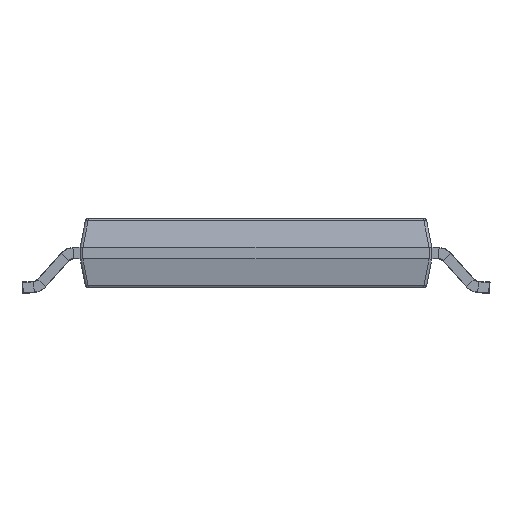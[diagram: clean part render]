
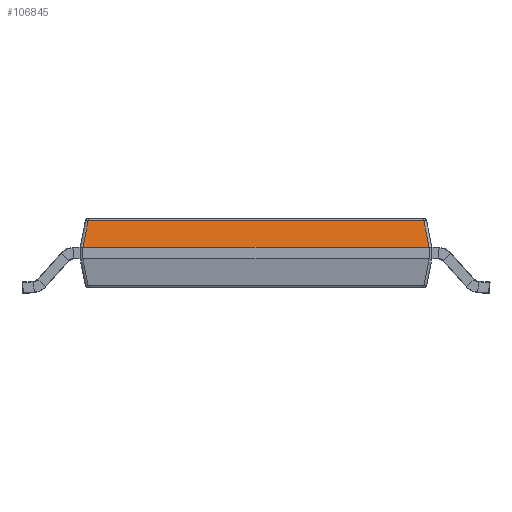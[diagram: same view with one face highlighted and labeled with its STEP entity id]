
A CAD part, front view. The second image highlights one B-rep face of the part: STEP entity #106845.
In plain terms, the highlighted planar face has unit normal (0, -0.981, 0.196).
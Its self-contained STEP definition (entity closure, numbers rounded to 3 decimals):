
#7970 = VECTOR ( 'NONE', #72755, 1000. ) ;
#10058 = EDGE_CURVE ( 'NONE', #85934, #75633, #35373, .T. ) ;
#13848 = CARTESIAN_POINT ( 'NONE',  ( 0., -6.9, 1.2 ) ) ;
#13860 = CARTESIAN_POINT ( 'NONE',  ( -3.001, -7., 0.7 ) ) ;
#14328 = VERTEX_POINT ( 'NONE', #82650 ) ;
#14412 = FACE_OUTER_BOUND ( 'NONE', #48399, .T. ) ;
#16532 = VERTEX_POINT ( 'NONE', #13860 ) ;
#16753 = EDGE_CURVE ( 'NONE', #91768, #85934, #71038, .T. ) ;
#18312 = LINE ( 'NONE', #81941, #74381 ) ;
#22123 = AXIS2_PLACEMENT_3D ( 'NONE', #13848, #94179, #49037 ) ;
#25580 =( BOUNDED_CURVE ( )  B_SPLINE_CURVE ( 3, ( #43397, #95551, #32550, #67795 ),
 .UNSPECIFIED., .F., .F. ) 
 B_SPLINE_CURVE_WITH_KNOTS ( ( 4, 4 ),
 ( 0., 0.019 ),
 .UNSPECIFIED. ) 
 CURVE ( )  GEOMETRIC_REPRESENTATION_ITEM ( )  RATIONAL_B_SPLINE_CURVE ( ( 1., 1., 1., 1. ) ) 
 REPRESENTATION_ITEM ( '' )  );
#30868 = DIRECTION ( 'NONE',  ( -1., 0., 0. ) ) ;
#32550 = CARTESIAN_POINT ( 'NONE',  ( 3.001, -7., 0.7 ) ) ;
#35373 = LINE ( 'NONE', #59743, #53393 ) ;
#35767 = CARTESIAN_POINT ( 'NONE',  ( -3., -7., 0.7 ) ) ;
#38598 = ORIENTED_EDGE ( 'NONE', *, *, #85746, .T. ) ;
#43397 = CARTESIAN_POINT ( 'NONE',  ( 3., -7., 0.7 ) ) ;
#45814 = CARTESIAN_POINT ( 'NONE',  ( -2.909, -6.908, 1.16 ) ) ;
#46533 = VERTEX_POINT ( 'NONE', #35767 ) ;
#48399 = EDGE_LOOP ( 'NONE', ( #55086, #84321, #64080, #38598, #62694, #99996 ) ) ;
#49037 = DIRECTION ( 'NONE',  ( -1., 0., 0. ) ) ;
#51021 = DIRECTION ( 'NONE',  ( -1., 0., 0. ) ) ;
#53393 = VECTOR ( 'NONE', #51021, 1000. ) ;
#55086 = ORIENTED_EDGE ( 'NONE', *, *, #62972, .T. ) ;
#59743 = CARTESIAN_POINT ( 'NONE',  ( 0., -6.908, 1.16 ) ) ;
#62197 = PLANE ( 'NONE',  #22123 ) ;
#62694 = ORIENTED_EDGE ( 'NONE', *, *, #16753, .T. ) ;
#62915 = CARTESIAN_POINT ( 'NONE',  ( 2.794, -6.793, 1.737 ) ) ;
#62972 = EDGE_CURVE ( 'NONE', #75633, #16532, #18312, .T. ) ;
#64080 = ORIENTED_EDGE ( 'NONE', *, *, #77684, .F. ) ;
#64243 = CARTESIAN_POINT ( 'NONE',  ( -3., -7., 0.7 ) ) ;
#64799 = CARTESIAN_POINT ( 'NONE',  ( -3.001, -7., 0.7 ) ) ;
#67795 = CARTESIAN_POINT ( 'NONE',  ( 3.001, -7., 0.7 ) ) ;
#71038 = LINE ( 'NONE', #62915, #7970 ) ;
#72755 = DIRECTION ( 'NONE',  ( -0.192, 0.192, 0.962 ) ) ;
#74381 = VECTOR ( 'NONE', #105645, 1000. ) ;
#74852 = LINE ( 'NONE', #110103, #106703 ) ;
#75255 = CARTESIAN_POINT ( 'NONE',  ( -3., -7., 0.7 ) ) ;
#75633 = VERTEX_POINT ( 'NONE', #45814 ) ;
#77189 = CARTESIAN_POINT ( 'NONE',  ( 3.001, -7., 0.7 ) ) ;
#77684 = EDGE_CURVE ( 'NONE', #14328, #46533, #74852, .T. ) ;
#81941 = CARTESIAN_POINT ( 'NONE',  ( -2.794, -6.793, 1.737 ) ) ;
#82650 = CARTESIAN_POINT ( 'NONE',  ( 3., -7., 0.7 ) ) ;
#83884 = CARTESIAN_POINT ( 'NONE',  ( -3.001, -7., 0.7 ) ) ;
#84321 = ORIENTED_EDGE ( 'NONE', *, *, #99628, .T. ) ;
#85746 = EDGE_CURVE ( 'NONE', #14328, #91768, #25580, .T. ) ;
#85934 = VERTEX_POINT ( 'NONE', #92043 ) ;
#91768 = VERTEX_POINT ( 'NONE', #77189 ) ;
#92043 = CARTESIAN_POINT ( 'NONE',  ( 2.909, -6.908, 1.16 ) ) ;
#94179 = DIRECTION ( 'NONE',  ( 0., -0.981, 0.196 ) ) ;
#95551 = CARTESIAN_POINT ( 'NONE',  ( 3., -7., 0.7 ) ) ;
#95829 =( BOUNDED_CURVE ( )  B_SPLINE_CURVE ( 3, ( #64799, #83884, #64243, #75255 ),
 .UNSPECIFIED., .F., .F. ) 
 B_SPLINE_CURVE_WITH_KNOTS ( ( 4, 4 ),
 ( 6.264, 6.283 ),
 .UNSPECIFIED. ) 
 CURVE ( )  GEOMETRIC_REPRESENTATION_ITEM ( )  RATIONAL_B_SPLINE_CURVE ( ( 1., 1., 1., 1. ) ) 
 REPRESENTATION_ITEM ( '' )  );
#99628 = EDGE_CURVE ( 'NONE', #16532, #46533, #95829, .T. ) ;
#99996 = ORIENTED_EDGE ( 'NONE', *, *, #10058, .T. ) ;
#105645 = DIRECTION ( 'NONE',  ( -0.192, -0.192, -0.962 ) ) ;
#106703 = VECTOR ( 'NONE', #30868, 1000. ) ;
#106845 = ADVANCED_FACE ( 'NONE', ( #14412 ), #62197, .T. ) ;
#110103 = CARTESIAN_POINT ( 'NONE',  ( -3.05, -7., 0.7 ) ) ;
